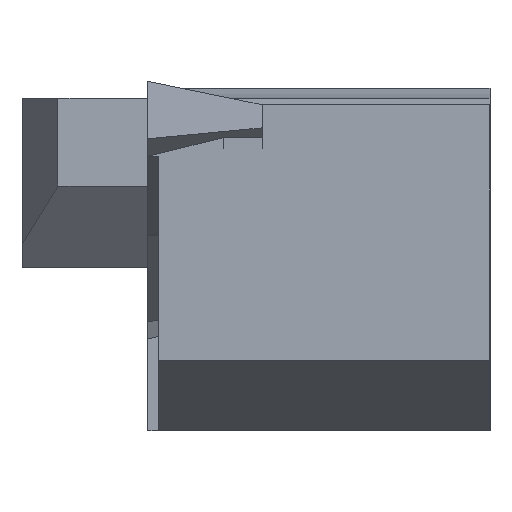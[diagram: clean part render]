
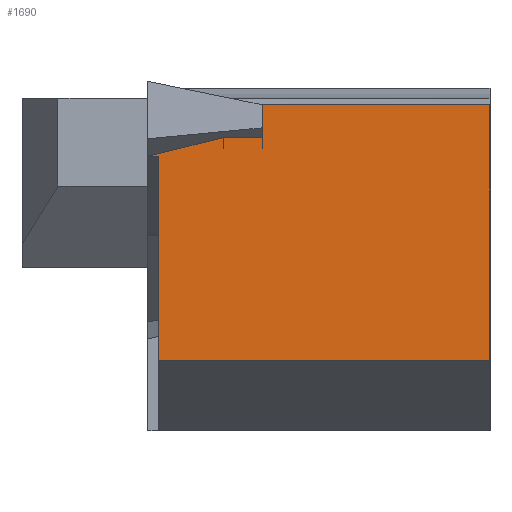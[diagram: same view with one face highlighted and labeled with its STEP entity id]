
A CAD part, left-side view. The second image highlights one B-rep face of the part: STEP entity #1690.
In plain terms, the highlighted planar face has unit normal (-1, 0, -0.018).
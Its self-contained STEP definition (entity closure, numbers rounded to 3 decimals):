
#64 = EDGE_CURVE ( 'NONE', #2288, #592, #2656, .T. ) ;
#79 = EDGE_CURVE ( 'NONE', #1799, #2606, #3036, .T. ) ;
#109 = AXIS2_PLACEMENT_3D ( 'NONE', #2856, #735, #2637 ) ;
#138 = CARTESIAN_POINT ( 'NONE',  ( 0.646, -3.18, -1.366 ) ) ;
#146 = DIRECTION ( 'NONE',  ( 0., -1., 0. ) ) ;
#245 = VERTEX_POINT ( 'NONE', #1387 ) ;
#301 = CARTESIAN_POINT ( 'NONE',  ( 0.655, -0.3, -1.891 ) ) ;
#410 = CARTESIAN_POINT ( 'NONE',  ( 0.754, -0.3, -7.573 ) ) ;
#427 = EDGE_LOOP ( 'NONE', ( #1892, #2452, #1166, #3056, #987, #465, #2650, #2676, #1771 ) ) ;
#440 = CARTESIAN_POINT ( 'NONE',  ( 0.646, -3.18, -1.366 ) ) ;
#465 = ORIENTED_EDGE ( 'NONE', *, *, #1562, .F. ) ;
#498 = EDGE_CURVE ( 'NONE', #245, #1683, #1612, .T. ) ;
#514 = CARTESIAN_POINT ( 'NONE',  ( 0.788, -0.3, -9.525 ) ) ;
#522 = DIRECTION ( 'NONE',  ( -0.017, 0., 1. ) ) ;
#575 = VERTEX_POINT ( 'NONE', #410 ) ;
#592 = VERTEX_POINT ( 'NONE', #1577 ) ;
#605 = VECTOR ( 'NONE', #3100, 1000. ) ;
#611 = CARTESIAN_POINT ( 'NONE',  ( 0.735, -3.18, -6.495 ) ) ;
#634 = VERTEX_POINT ( 'NONE', #2350 ) ;
#675 = EDGE_CURVE ( 'NONE', #1198, #245, #1323, .T. ) ;
#715 = CARTESIAN_POINT ( 'NONE',  ( 0.63, -3.18, -0.452 ) ) ;
#735 = DIRECTION ( 'NONE',  ( 1., 0., 0.017 ) ) ;
#779 = EDGE_CURVE ( 'NONE', #575, #634, #2181, .T. ) ;
#826 = DIRECTION ( 'NONE',  ( -0.004, -0.97, 0.243 ) ) ;
#838 = DIRECTION ( 'NONE',  ( -0.017, 0., 1. ) ) ;
#956 = DIRECTION ( 'NONE',  ( 0.017, 0., -1. ) ) ;
#987 = ORIENTED_EDGE ( 'NONE', *, *, #64, .T. ) ;
#1008 = VECTOR ( 'NONE', #2023, 1000. ) ;
#1050 = VECTOR ( 'NONE', #522, 1000. ) ;
#1118 = VECTOR ( 'NONE', #956, 1000. ) ;
#1119 = VECTOR ( 'NONE', #2301, 1000. ) ;
#1166 = ORIENTED_EDGE ( 'NONE', *, *, #779, .F. ) ;
#1183 = CARTESIAN_POINT ( 'NONE',  ( 0.754, 128.752, -7.573 ) ) ;
#1198 = VERTEX_POINT ( 'NONE', #715 ) ;
#1199 = VECTOR ( 'NONE', #838, 1000. ) ;
#1279 = CARTESIAN_POINT ( 'NONE',  ( 0.646, -2.099, -1.366 ) ) ;
#1323 = LINE ( 'NONE', #1632, #2019 ) ;
#1387 = CARTESIAN_POINT ( 'NONE',  ( 0.641, -3.18, -1.096 ) ) ;
#1397 = DIRECTION ( 'NONE',  ( 0.017, 0., -1. ) ) ;
#1562 = EDGE_CURVE ( 'NONE', #1198, #592, #2080, .T. ) ;
#1577 = CARTESIAN_POINT ( 'NONE',  ( 0.63, -9.525, -0.452 ) ) ;
#1612 = LINE ( 'NONE', #611, #1118 ) ;
#1632 = CARTESIAN_POINT ( 'NONE',  ( 0.735, -3.18, -6.495 ) ) ;
#1683 = VERTEX_POINT ( 'NONE', #440 ) ;
#1690 = ADVANCED_FACE ( 'NONE', ( #1982 ), #2581, .F. ) ;
#1693 = CARTESIAN_POINT ( 'NONE',  ( 0.754, -9.525, -7.573 ) ) ;
#1771 = ORIENTED_EDGE ( 'NONE', *, *, #2275, .F. ) ;
#1799 = VERTEX_POINT ( 'NONE', #2840 ) ;
#1817 = CARTESIAN_POINT ( 'NONE',  ( 0.63, 128.752, -0.452 ) ) ;
#1892 = ORIENTED_EDGE ( 'NONE', *, *, #79, .F. ) ;
#1982 = FACE_OUTER_BOUND ( 'NONE', #427, .T. ) ;
#2019 = VECTOR ( 'NONE', #1397, 1000. ) ;
#2023 = DIRECTION ( 'NONE',  ( 0., 1., 0. ) ) ;
#2080 = LINE ( 'NONE', #1817, #3019 ) ;
#2121 = EDGE_CURVE ( 'NONE', #634, #1799, #2621, .T. ) ;
#2181 = LINE ( 'NONE', #514, #1050 ) ;
#2268 = CARTESIAN_POINT ( 'NONE',  ( 0.66, 1.11, -2.168 ) ) ;
#2275 = EDGE_CURVE ( 'NONE', #2606, #1683, #3041, .T. ) ;
#2280 = CARTESIAN_POINT ( 'NONE',  ( 0.622, -9.525, 0.011 ) ) ;
#2288 = VERTEX_POINT ( 'NONE', #1693 ) ;
#2301 = DIRECTION ( 'NONE',  ( 0., -1., 0. ) ) ;
#2350 = CARTESIAN_POINT ( 'NONE',  ( 0.655, -0.3, -1.891 ) ) ;
#2360 = LINE ( 'NONE', #1183, #605 ) ;
#2452 = ORIENTED_EDGE ( 'NONE', *, *, #2121, .F. ) ;
#2581 = PLANE ( 'NONE',  #109 ) ;
#2606 = VERTEX_POINT ( 'NONE', #1279 ) ;
#2621 = LINE ( 'NONE', #301, #1008 ) ;
#2637 = DIRECTION ( 'NONE',  ( 0.017, 0., -1. ) ) ;
#2650 = ORIENTED_EDGE ( 'NONE', *, *, #675, .T. ) ;
#2656 = LINE ( 'NONE', #2280, #1199 ) ;
#2660 = VECTOR ( 'NONE', #826, 1000. ) ;
#2676 = ORIENTED_EDGE ( 'NONE', *, *, #498, .T. ) ;
#2792 = EDGE_CURVE ( 'NONE', #575, #2288, #2360, .T. ) ;
#2840 = CARTESIAN_POINT ( 'NONE',  ( 0.655, 0., -1.891 ) ) ;
#2856 = CARTESIAN_POINT ( 'NONE',  ( 0.754, 128.752, -7.573 ) ) ;
#3019 = VECTOR ( 'NONE', #146, 1000. ) ;
#3036 = LINE ( 'NONE', #2268, #2660 ) ;
#3041 = LINE ( 'NONE', #138, #1119 ) ;
#3056 = ORIENTED_EDGE ( 'NONE', *, *, #2792, .T. ) ;
#3100 = DIRECTION ( 'NONE',  ( 0., -1., 0. ) ) ;
